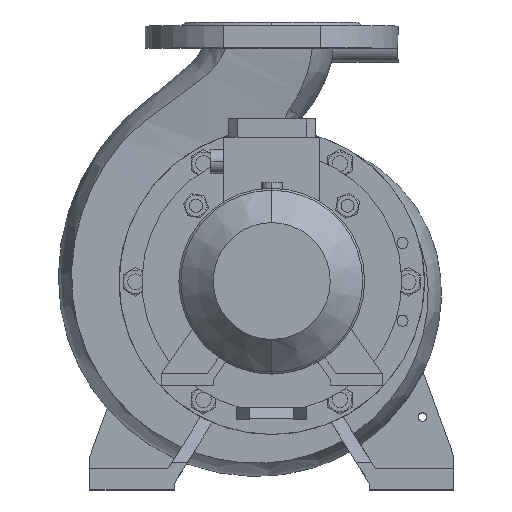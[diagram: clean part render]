
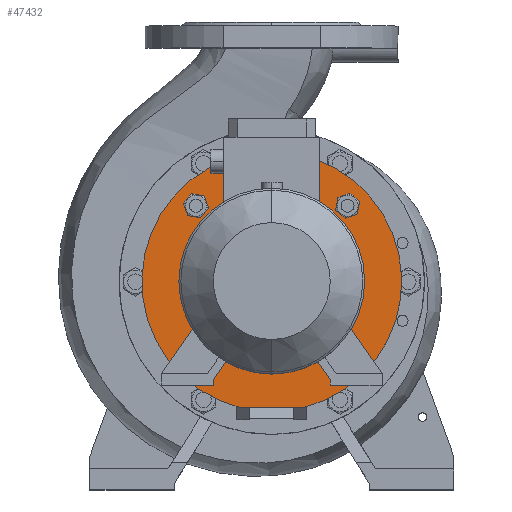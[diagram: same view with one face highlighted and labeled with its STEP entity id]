
A CAD part, top view. The second image highlights one B-rep face of the part: STEP entity #47432.
In plain terms, the highlighted planar face has unit normal (0, 0, 1).
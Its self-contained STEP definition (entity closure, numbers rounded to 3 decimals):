
#262 = AXIS2_PLACEMENT_3D ( 'NONE', #14791, #40644, #2062 ) ;
#1071 = CIRCLE ( 'NONE', #43104, 8.075 ) ;
#1934 = CIRCLE ( 'NONE', #56230, 8.075 ) ;
#2027 = CARTESIAN_POINT ( 'NONE',  ( -50.384, 56.934, 176. ) ) ;
#2062 = DIRECTION ( 'NONE',  ( 0., -1., 0. ) ) ;
#2277 = DIRECTION ( 'NONE',  ( 0., 0., -1. ) ) ;
#2330 = DIRECTION ( 'NONE',  ( 0., 1., 0. ) ) ;
#2565 = DIRECTION ( 'NONE',  ( 0., 0., -1. ) ) ;
#2781 = AXIS2_PLACEMENT_3D ( 'NONE', #28104, #36828, #45648 ) ;
#2907 = CARTESIAN_POINT ( 'NONE',  ( -100., -97., 176. ) ) ;
#3101 = VECTOR ( 'NONE', #55235, 1000. ) ;
#4927 = CARTESIAN_POINT ( 'NONE',  ( -24.31, -97., 176. ) ) ;
#4930 = ORIENTED_EDGE ( 'NONE', *, *, #32767, .T. ) ;
#5813 = EDGE_LOOP ( 'NONE', ( #48989, #51418 ) ) ;
#5903 = AXIS2_PLACEMENT_3D ( 'NONE', #55460, #20561, #51063 ) ;
#6761 = ORIENTED_EDGE ( 'NONE', *, *, #35609, .F. ) ;
#7096 = DIRECTION ( 'NONE',  ( 0., -1., 0. ) ) ;
#7292 = CARTESIAN_POINT ( 'NONE',  ( 58.336, -58.336, 176. ) ) ;
#7655 = DIRECTION ( 'NONE',  ( 0., -1., 0. ) ) ;
#8365 = EDGE_LOOP ( 'NONE', ( #46764, #50366 ) ) ;
#8770 = VERTEX_POINT ( 'NONE', #43682 ) ;
#8796 = CIRCLE ( 'NONE', #20690, 100. ) ;
#8924 = CARTESIAN_POINT ( 'NONE',  ( 0., 70., 176. ) ) ;
#9092 = VERTEX_POINT ( 'NONE', #13057 ) ;
#9302 = CIRCLE ( 'NONE', #35314, 8.075 ) ;
#9959 = ORIENTED_EDGE ( 'NONE', *, *, #34164, .T. ) ;
#10232 = AXIS2_PLACEMENT_3D ( 'NONE', #12402, #25859, #30241 ) ;
#10535 = ORIENTED_EDGE ( 'NONE', *, *, #33261, .T. ) ;
#11288 = FACE_OUTER_BOUND ( 'NONE', #23703, .T. ) ;
#11743 = VERTEX_POINT ( 'NONE', #19069 ) ;
#12402 = CARTESIAN_POINT ( 'NONE',  ( 0., 100., 176. ) ) ;
#13057 = CARTESIAN_POINT ( 'NONE',  ( 0., 100., 176. ) ) ;
#13188 = VERTEX_POINT ( 'NONE', #8924 ) ;
#13221 = DIRECTION ( 'NONE',  ( 0., 0., -1. ) ) ;
#14367 = CIRCLE ( 'NONE', #17405, 8.075 ) ;
#14404 = DIRECTION ( 'NONE',  ( 0., 0., -1. ) ) ;
#14791 = CARTESIAN_POINT ( 'NONE',  ( 58.336, 58.336, 176. ) ) ;
#15260 = EDGE_CURVE ( 'NONE', #30582, #11743, #31754, .T. ) ;
#16943 = CIRCLE ( 'NONE', #53566, 8.075 ) ;
#17405 = AXIS2_PLACEMENT_3D ( 'NONE', #17824, #48277, #17624 ) ;
#17624 = DIRECTION ( 'NONE',  ( 0., -1., 0. ) ) ;
#17824 = CARTESIAN_POINT ( 'NONE',  ( 58.336, -58.336, 176. ) ) ;
#19069 = CARTESIAN_POINT ( 'NONE',  ( -56.934, -50.384, 176. ) ) ;
#19119 = AXIS2_PLACEMENT_3D ( 'NONE', #43052, #13221, #38981 ) ;
#20561 = DIRECTION ( 'NONE',  ( 0., 0., -1. ) ) ;
#20690 = AXIS2_PLACEMENT_3D ( 'NONE', #52129, #21036, #43125 ) ;
#20715 = LINE ( 'NONE', #2907, #3101 ) ;
#21036 = DIRECTION ( 'NONE',  ( 0., 0., -1. ) ) ;
#21213 = VERTEX_POINT ( 'NONE', #2027 ) ;
#21664 = PLANE ( 'NONE',  #10232 ) ;
#22011 = DIRECTION ( 'NONE',  ( 0., 0., -1. ) ) ;
#23059 = CARTESIAN_POINT ( 'NONE',  ( 50.384, -56.934, 176. ) ) ;
#23598 = VERTEX_POINT ( 'NONE', #23059 ) ;
#23703 = EDGE_LOOP ( 'NONE', ( #43917, #49145, #6761 ) ) ;
#25054 = CARTESIAN_POINT ( 'NONE',  ( 59.739, 66.289, 176. ) ) ;
#25436 = CIRCLE ( 'NONE', #44995, 70. ) ;
#25859 = DIRECTION ( 'NONE',  ( 0., 0., 1. ) ) ;
#25887 = EDGE_CURVE ( 'NONE', #48425, #23598, #16943, .T. ) ;
#27110 = DIRECTION ( 'NONE',  ( 0., -1., 0. ) ) ;
#27490 = CARTESIAN_POINT ( 'NONE',  ( -58.336, 58.336, 176. ) ) ;
#28104 = CARTESIAN_POINT ( 'NONE',  ( 58.336, 58.336, 176. ) ) ;
#28317 = DIRECTION ( 'NONE',  ( 0., 0., -1. ) ) ;
#30241 = DIRECTION ( 'NONE',  ( 0., -1., 0. ) ) ;
#30302 = FACE_BOUND ( 'NONE', #8365, .T. ) ;
#30582 = VERTEX_POINT ( 'NONE', #51580 ) ;
#30997 = FACE_BOUND ( 'NONE', #5813, .T. ) ;
#31245 = VERTEX_POINT ( 'NONE', #44457 ) ;
#31754 = CIRCLE ( 'NONE', #5903, 8.075 ) ;
#31915 = ORIENTED_EDGE ( 'NONE', *, *, #48924, .T. ) ;
#32077 = CARTESIAN_POINT ( 'NONE',  ( 0., 0., 176. ) ) ;
#32357 = EDGE_CURVE ( 'NONE', #40665, #55993, #20715, .T. ) ;
#32630 = VERTEX_POINT ( 'NONE', #48709 ) ;
#32767 = EDGE_CURVE ( 'NONE', #8770, #13188, #25436, .T. ) ;
#33261 = EDGE_CURVE ( 'NONE', #13188, #8770, #49164, .T. ) ;
#34095 = CIRCLE ( 'NONE', #262, 8.075 ) ;
#34164 = EDGE_CURVE ( 'NONE', #40542, #31245, #34095, .T. ) ;
#34465 = EDGE_CURVE ( 'NONE', #23598, #48425, #14367, .T. ) ;
#35161 = CIRCLE ( 'NONE', #43007, 100. ) ;
#35180 = ORIENTED_EDGE ( 'NONE', *, *, #47327, .T. ) ;
#35314 = AXIS2_PLACEMENT_3D ( 'NONE', #55807, #55232, #7655 ) ;
#35609 = EDGE_CURVE ( 'NONE', #40665, #9092, #8796, .T. ) ;
#36828 = DIRECTION ( 'NONE',  ( 0., 0., -1. ) ) ;
#37639 = CARTESIAN_POINT ( 'NONE',  ( 66.289, -59.739, 176. ) ) ;
#38981 = DIRECTION ( 'NONE',  ( 0., 1., 0. ) ) ;
#39026 = EDGE_LOOP ( 'NONE', ( #51293, #35180 ) ) ;
#40117 = CIRCLE ( 'NONE', #2781, 8.075 ) ;
#40542 = VERTEX_POINT ( 'NONE', #25054 ) ;
#40644 = DIRECTION ( 'NONE',  ( 0., 0., -1. ) ) ;
#40665 = VERTEX_POINT ( 'NONE', #4927 ) ;
#41004 = EDGE_LOOP ( 'NONE', ( #10535, #4930 ) ) ;
#41595 = DIRECTION ( 'NONE',  ( 0., 1., 0. ) ) ;
#42253 = EDGE_CURVE ( 'NONE', #11743, #30582, #1934, .T. ) ;
#42257 = EDGE_LOOP ( 'NONE', ( #31915, #9959 ) ) ;
#43007 = AXIS2_PLACEMENT_3D ( 'NONE', #54449, #28317, #2330 ) ;
#43052 = CARTESIAN_POINT ( 'NONE',  ( 0., 0., 176. ) ) ;
#43104 = AXIS2_PLACEMENT_3D ( 'NONE', #27490, #14404, #49235 ) ;
#43125 = DIRECTION ( 'NONE',  ( 0., 1., 0. ) ) ;
#43257 = FACE_BOUND ( 'NONE', #39026, .T. ) ;
#43363 = EDGE_CURVE ( 'NONE', #21213, #32630, #1071, .T. ) ;
#43682 = CARTESIAN_POINT ( 'NONE',  ( 0., -70., 176. ) ) ;
#43917 = ORIENTED_EDGE ( 'NONE', *, *, #32357, .T. ) ;
#43921 = CARTESIAN_POINT ( 'NONE',  ( -58.336, -58.336, 176. ) ) ;
#44457 = CARTESIAN_POINT ( 'NONE',  ( 56.934, 50.384, 176. ) ) ;
#44995 = AXIS2_PLACEMENT_3D ( 'NONE', #32077, #2277, #41595 ) ;
#45648 = DIRECTION ( 'NONE',  ( 0., -1., 0. ) ) ;
#46764 = ORIENTED_EDGE ( 'NONE', *, *, #42253, .T. ) ;
#47327 = EDGE_CURVE ( 'NONE', #32630, #21213, #9302, .T. ) ;
#47432 = ADVANCED_FACE ( 'NONE', ( #54846, #30997, #30302, #43257, #11288, #56237 ), #21664, .T. ) ;
#48277 = DIRECTION ( 'NONE',  ( 0., 0., -1. ) ) ;
#48425 = VERTEX_POINT ( 'NONE', #37639 ) ;
#48709 = CARTESIAN_POINT ( 'NONE',  ( -66.289, 59.739, 176. ) ) ;
#48924 = EDGE_CURVE ( 'NONE', #31245, #40542, #40117, .T. ) ;
#48989 = ORIENTED_EDGE ( 'NONE', *, *, #34465, .T. ) ;
#49145 = ORIENTED_EDGE ( 'NONE', *, *, #56079, .F. ) ;
#49164 = CIRCLE ( 'NONE', #19119, 70. ) ;
#49235 = DIRECTION ( 'NONE',  ( 0., -1., 0. ) ) ;
#49703 = CARTESIAN_POINT ( 'NONE',  ( 24.31, -97., 176. ) ) ;
#50366 = ORIENTED_EDGE ( 'NONE', *, *, #15260, .T. ) ;
#51063 = DIRECTION ( 'NONE',  ( 0., -1., 0. ) ) ;
#51293 = ORIENTED_EDGE ( 'NONE', *, *, #43363, .T. ) ;
#51418 = ORIENTED_EDGE ( 'NONE', *, *, #25887, .T. ) ;
#51580 = CARTESIAN_POINT ( 'NONE',  ( -59.739, -66.289, 176. ) ) ;
#52129 = CARTESIAN_POINT ( 'NONE',  ( 0., 0., 176. ) ) ;
#53566 = AXIS2_PLACEMENT_3D ( 'NONE', #7292, #2565, #7096 ) ;
#54449 = CARTESIAN_POINT ( 'NONE',  ( 0., 0., 176. ) ) ;
#54846 = FACE_BOUND ( 'NONE', #42257, .T. ) ;
#55232 = DIRECTION ( 'NONE',  ( 0., 0., -1. ) ) ;
#55235 = DIRECTION ( 'NONE',  ( 1., 0., 0. ) ) ;
#55460 = CARTESIAN_POINT ( 'NONE',  ( -58.336, -58.336, 176. ) ) ;
#55807 = CARTESIAN_POINT ( 'NONE',  ( -58.336, 58.336, 176. ) ) ;
#55993 = VERTEX_POINT ( 'NONE', #49703 ) ;
#56079 = EDGE_CURVE ( 'NONE', #9092, #55993, #35161, .T. ) ;
#56230 = AXIS2_PLACEMENT_3D ( 'NONE', #43921, #22011, #27110 ) ;
#56237 = FACE_BOUND ( 'NONE', #41004, .T. ) ;
